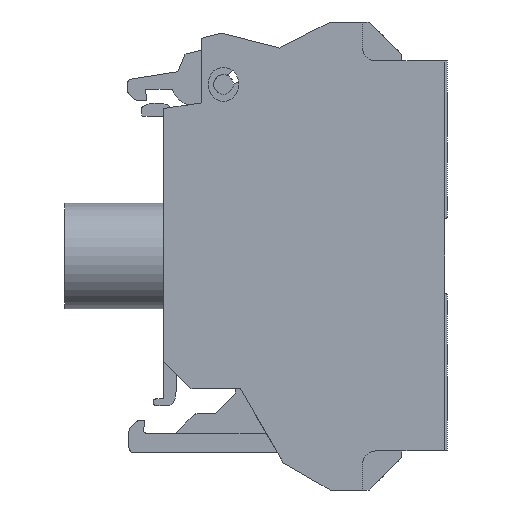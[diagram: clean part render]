
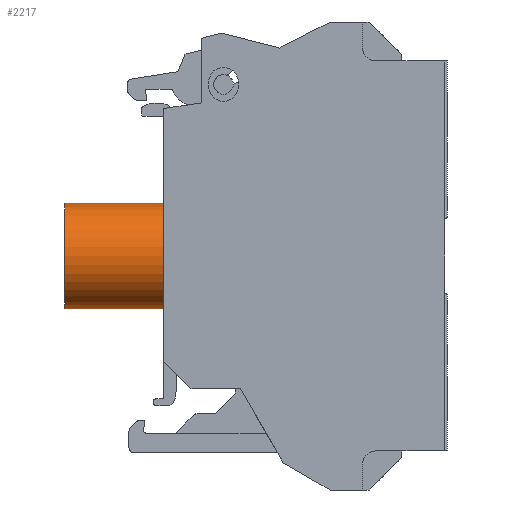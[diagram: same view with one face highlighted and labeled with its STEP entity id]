
A CAD part, left-side view. The second image highlights one B-rep face of the part: STEP entity #2217.
In plain terms, the highlighted cylindrical face has radius 4.05 mm (diameter 8.1 mm), a full revolution.
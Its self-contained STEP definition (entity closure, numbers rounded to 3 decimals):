
#1981 = EDGE_CURVE( '', #4330, #4330, #4331, .T. );
#2217 = ADVANCED_FACE( '', ( #4627, #4628 ), #4629, .T. );
#2439 = EDGE_CURVE( '', #4888, #4888, #4889, .T. );
#4330 = VERTEX_POINT( '', #7552 );
#4331 = CIRCLE( '', #7553, 4.05 );
#4627 = FACE_OUTER_BOUND( '', #8013, .T. );
#4628 = FACE_OUTER_BOUND( '', #8014, .T. );
#4629 = CYLINDRICAL_SURFACE( '', #8015, 4.05 );
#4888 = VERTEX_POINT( '', #8424 );
#4889 = CIRCLE( '', #8425, 4.05 );
#7552 = CARTESIAN_POINT( '', ( 0., 0., -4.05 ) );
#7553 = AXIS2_PLACEMENT_3D( '', #10693, #10694, #10695 );
#8013 = EDGE_LOOP( '', ( #11147 ) );
#8014 = EDGE_LOOP( '', ( #11148 ) );
#8015 = AXIS2_PLACEMENT_3D( '', #11149, #11150, #11151 );
#8424 = CARTESIAN_POINT( '', ( 0., 7.6, -4.05 ) );
#8425 = AXIS2_PLACEMENT_3D( '', #11506, #11507, #11508 );
#10693 = CARTESIAN_POINT( '', ( 0., 0., 0. ) );
#10694 = DIRECTION( '', ( 0., -1., 0. ) );
#10695 = DIRECTION( '', ( 0., 0., -1. ) );
#11147 = ORIENTED_EDGE( '', *, *, #1981, .F. );
#11148 = ORIENTED_EDGE( '', *, *, #2439, .F. );
#11149 = CARTESIAN_POINT( '', ( 0., 3.8, 0. ) );
#11150 = DIRECTION( '', ( 0., 1., 0. ) );
#11151 = DIRECTION( '', ( 0., 0., -1. ) );
#11506 = CARTESIAN_POINT( '', ( 0., 7.6, 0. ) );
#11507 = DIRECTION( '', ( 0., 1., 0. ) );
#11508 = DIRECTION( '', ( 0., 0., -1. ) );
